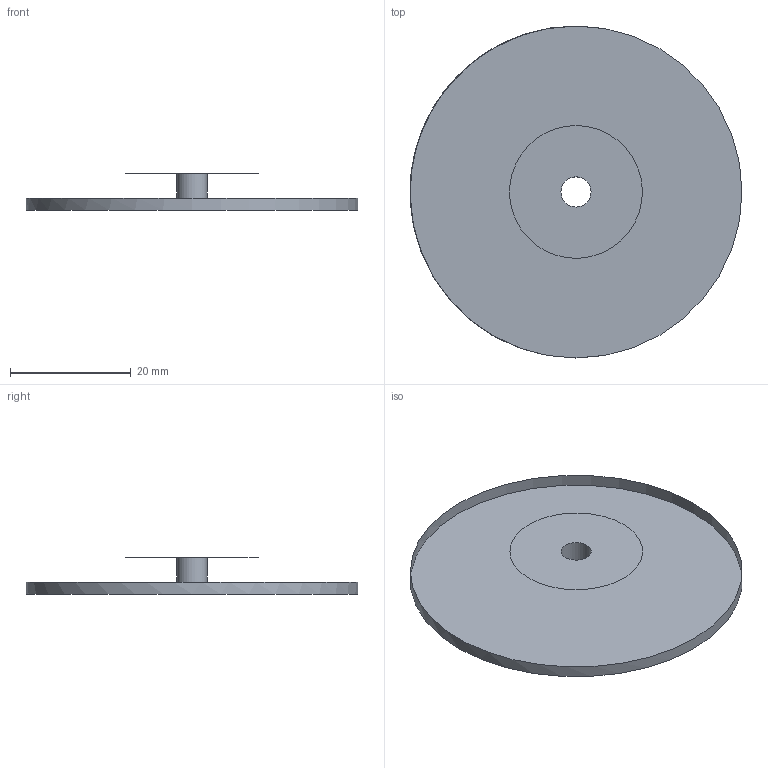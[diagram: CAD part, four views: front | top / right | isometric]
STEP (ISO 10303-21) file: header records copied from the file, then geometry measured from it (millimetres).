
FILE_DESCRIPTION(/* description */ (''),/* implementation_level */ '2;1');
FILE_NAME(/* name */ 'v2 retaining cap.step',/* time_stamp */ '2018-01-12T21:12:52-05:00',/* author */ (''),/* organization */ (''),/* preprocessor_version */ 'ST-DEVELOPER v16.13',/* originating_system */ 'Autodesk Translation Framework v6.5.0.72',/* authorisation */ '');
FILE_SCHEMA (('AUTOMOTIVE_DESIGN { 1 0 10303 214 3 1 1 }'));
Length unit declared in the file: millimetre
Products named in the file (1): retaining cap
Bounding box: 55 x 55 x 6 mm (x, y, z)
Volume: 9575.6 mm3; surface area: 5210 mm2
Topology: 1 solids, 1 shells, 5 faces, 13 edges, 10 vertices
Faces by surface type: plane 2, cylinder 2, cone 1
Full cylindrical faces by diameter (mm): 5 x1, 55 x1
Entity records: 213 total; most frequent: DIRECTION 35, CARTESIAN_POINT 29, ORIENTED_EDGE 26, AXIS2_PLACEMENT_3D 16, EDGE_CURVE 13, CIRCLE 10, VERTEX_POINT 10, EDGE_LOOP 7
